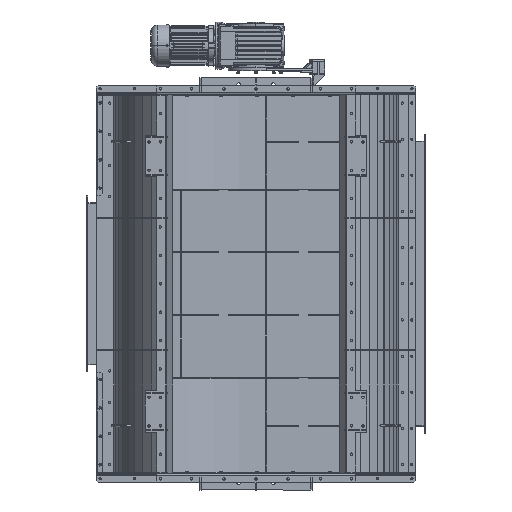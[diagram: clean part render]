
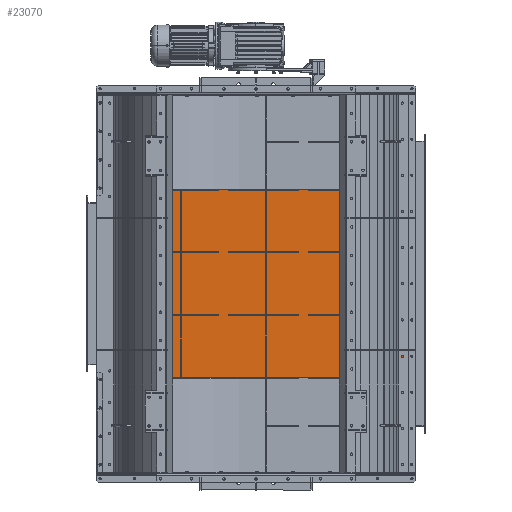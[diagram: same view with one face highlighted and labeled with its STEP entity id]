
A CAD part, front view. The second image highlights one B-rep face of the part: STEP entity #23070.
In plain terms, the highlighted planar face has unit normal (0, -1, 0).
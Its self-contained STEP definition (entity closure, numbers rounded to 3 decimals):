
#382 = ORIENTED_EDGE ( 'NONE', *, *, #5786, .T. ) ;
#410 = DIRECTION ( 'NONE',  ( 0., 1., 0. ) ) ;
#736 = VECTOR ( 'NONE', #1690, 1000. ) ;
#1690 = DIRECTION ( 'NONE',  ( 0., 0., 1. ) ) ;
#2746 = CARTESIAN_POINT ( 'NONE',  ( -382., 938., -1672.607 ) ) ;
#4331 = EDGE_LOOP ( 'NONE', ( #111085, #81146 ) ) ;
#4968 = CARTESIAN_POINT ( 'NONE',  ( -191., 938., -1666.607 ) ) ;
#5410 = VERTEX_POINT ( 'NONE', #46747 ) ;
#5786 = EDGE_CURVE ( 'NONE', #64359, #96993, #39197, .T. ) ;
#6122 = EDGE_CURVE ( 'NONE', #81714, #56015, #46757, .T. ) ;
#6988 = AXIS2_PLACEMENT_3D ( 'NONE', #90478, #63117, #37461 ) ;
#8086 = EDGE_LOOP ( 'NONE', ( #55381, #103121 ) ) ;
#8432 = FACE_OUTER_BOUND ( 'NONE', #30667, .T. ) ;
#9311 = DIRECTION ( 'NONE',  ( 0., 0., 1. ) ) ;
#10208 = CARTESIAN_POINT ( 'NONE',  ( 497., 938., -4.4 ) ) ;
#10562 = DIRECTION ( 'NONE',  ( 0., 1., 0. ) ) ;
#11696 = VERTEX_POINT ( 'NONE', #35468 ) ;
#11872 = CARTESIAN_POINT ( 'NONE',  ( 0., 938., -1660.607 ) ) ;
#11944 = VECTOR ( 'NONE', #81403, 1000. ) ;
#12943 = DIRECTION ( 'NONE',  ( 0., 0., 1. ) ) ;
#13396 = CARTESIAN_POINT ( 'NONE',  ( -497., 938., -4.4 ) ) ;
#16940 = EDGE_CURVE ( 'NONE', #56015, #81714, #104812, .T. ) ;
#17724 = LINE ( 'NONE', #52627, #736 ) ;
#17730 = EDGE_LOOP ( 'NONE', ( #54945, #37405 ) ) ;
#18881 = CARTESIAN_POINT ( 'NONE',  ( -497., 938., -4.4 ) ) ;
#18951 = DIRECTION ( 'NONE',  ( 0., 0., -1. ) ) ;
#19025 = CARTESIAN_POINT ( 'NONE',  ( 191., 938., -1666.607 ) ) ;
#19276 = EDGE_LOOP ( 'NONE', ( #75299, #98109 ) ) ;
#21237 = ORIENTED_EDGE ( 'NONE', *, *, #96390, .T. ) ;
#22487 = ORIENTED_EDGE ( 'NONE', *, *, #66972, .T. ) ;
#23070 = ADVANCED_FACE ( 'NONE', ( #51901, #43353, #70134, #105498, #76989, #8432 ), #96384, .F. ) ;
#24943 = DIRECTION ( 'NONE',  ( 0., 1., 0. ) ) ;
#25375 = DIRECTION ( 'NONE',  ( 0., 1., 0. ) ) ;
#26402 = AXIS2_PLACEMENT_3D ( 'NONE', #46183, #82076, #12943 ) ;
#27969 = VECTOR ( 'NONE', #71449, 1000. ) ;
#28925 = VERTEX_POINT ( 'NONE', #11872 ) ;
#29408 = VERTEX_POINT ( 'NONE', #10208 ) ;
#30667 = EDGE_LOOP ( 'NONE', ( #382, #22487, #88095, #21237 ) ) ;
#31774 = CIRCLE ( 'NONE', #51819, 6. ) ;
#32507 = CARTESIAN_POINT ( 'NONE',  ( 497., 938., -1682.207 ) ) ;
#32790 = VERTEX_POINT ( 'NONE', #70138 ) ;
#35468 = CARTESIAN_POINT ( 'NONE',  ( -382., 938., -1660.607 ) ) ;
#36117 = CARTESIAN_POINT ( 'NONE',  ( 0., 938., -1666.607 ) ) ;
#37405 = ORIENTED_EDGE ( 'NONE', *, *, #67539, .T. ) ;
#37461 = DIRECTION ( 'NONE',  ( 0., 0., 1. ) ) ;
#37501 = AXIS2_PLACEMENT_3D ( 'NONE', #103154, #24943, #52932 ) ;
#37521 = DIRECTION ( 'NONE',  ( 0., 0., 1. ) ) ;
#37761 = EDGE_CURVE ( 'NONE', #5410, #28925, #67700, .T. ) ;
#38632 = CARTESIAN_POINT ( 'NONE',  ( -497., 938., -1682.207 ) ) ;
#39197 = LINE ( 'NONE', #38632, #11944 ) ;
#39909 = DIRECTION ( 'NONE',  ( 0., 0., 1. ) ) ;
#43353 = FACE_BOUND ( 'NONE', #19276, .T. ) ;
#43877 = CARTESIAN_POINT ( 'NONE',  ( 382., 938., -1660.607 ) ) ;
#45460 = ORIENTED_EDGE ( 'NONE', *, *, #6122, .T. ) ;
#46183 = CARTESIAN_POINT ( 'NONE',  ( -382., 938., -1666.607 ) ) ;
#46234 = AXIS2_PLACEMENT_3D ( 'NONE', #71712, #10562, #37521 ) ;
#46747 = CARTESIAN_POINT ( 'NONE',  ( 0., 938., -1672.607 ) ) ;
#46757 = CIRCLE ( 'NONE', #54007, 6. ) ;
#49244 = EDGE_CURVE ( 'NONE', #89884, #29408, #54346, .T. ) ;
#49783 = EDGE_CURVE ( 'NONE', #75872, #32790, #97374, .T. ) ;
#51819 = AXIS2_PLACEMENT_3D ( 'NONE', #106766, #107349, #81077 ) ;
#51901 = FACE_BOUND ( 'NONE', #17730, .T. ) ;
#52471 = CARTESIAN_POINT ( 'NONE',  ( 0., 938., 0. ) ) ;
#52627 = CARTESIAN_POINT ( 'NONE',  ( 497., 938., 0. ) ) ;
#52932 = DIRECTION ( 'NONE',  ( 0., 0., 1. ) ) ;
#53782 = DIRECTION ( 'NONE',  ( 0., 1., 0. ) ) ;
#54007 = AXIS2_PLACEMENT_3D ( 'NONE', #19025, #25375, #9311 ) ;
#54346 = LINE ( 'NONE', #18881, #27969 ) ;
#54945 = ORIENTED_EDGE ( 'NONE', *, *, #73229, .T. ) ;
#55381 = ORIENTED_EDGE ( 'NONE', *, *, #85537, .T. ) ;
#56015 = VERTEX_POINT ( 'NONE', #64284 ) ;
#57344 = AXIS2_PLACEMENT_3D ( 'NONE', #36117, #53782, #70884 ) ;
#59905 = EDGE_CURVE ( 'NONE', #32790, #75872, #93531, .T. ) ;
#60587 = DIRECTION ( 'NONE',  ( 0., 1., 0. ) ) ;
#63117 = DIRECTION ( 'NONE',  ( 0., 1., 0. ) ) ;
#63884 = CARTESIAN_POINT ( 'NONE',  ( 382., 938., -1672.607 ) ) ;
#64069 = AXIS2_PLACEMENT_3D ( 'NONE', #95854, #95288, #104415 ) ;
#64284 = CARTESIAN_POINT ( 'NONE',  ( 191., 938., -1660.607 ) ) ;
#64359 = VERTEX_POINT ( 'NONE', #99579 ) ;
#66972 = EDGE_CURVE ( 'NONE', #96993, #29408, #17724, .T. ) ;
#67539 = EDGE_CURVE ( 'NONE', #98830, #11696, #101123, .T. ) ;
#67700 = CIRCLE ( 'NONE', #64069, 6. ) ;
#69268 = CARTESIAN_POINT ( 'NONE',  ( -497., 938., 0. ) ) ;
#69732 = VECTOR ( 'NONE', #18951, 1000. ) ;
#70134 = FACE_BOUND ( 'NONE', #8086, .T. ) ;
#70138 = CARTESIAN_POINT ( 'NONE',  ( -191., 938., -1660.607 ) ) ;
#70884 = DIRECTION ( 'NONE',  ( 0., 0., 1. ) ) ;
#71449 = DIRECTION ( 'NONE',  ( 1., 0., 0. ) ) ;
#71712 = CARTESIAN_POINT ( 'NONE',  ( -191., 938., -1666.607 ) ) ;
#73229 = EDGE_CURVE ( 'NONE', #11696, #98830, #96380, .T. ) ;
#75299 = ORIENTED_EDGE ( 'NONE', *, *, #59905, .T. ) ;
#75872 = VERTEX_POINT ( 'NONE', #99319 ) ;
#76989 = FACE_BOUND ( 'NONE', #4331, .T. ) ;
#78141 = DIRECTION ( 'NONE',  ( 0., 0., 1. ) ) ;
#80067 = LINE ( 'NONE', #69268, #69732 ) ;
#81011 = CIRCLE ( 'NONE', #57344, 6. ) ;
#81077 = DIRECTION ( 'NONE',  ( 0., 0., 1. ) ) ;
#81146 = ORIENTED_EDGE ( 'NONE', *, *, #98368, .T. ) ;
#81328 = AXIS2_PLACEMENT_3D ( 'NONE', #52471, #410, #78141 ) ;
#81403 = DIRECTION ( 'NONE',  ( 1., 0., 0. ) ) ;
#81714 = VERTEX_POINT ( 'NONE', #84396 ) ;
#82076 = DIRECTION ( 'NONE',  ( 0., 1., 0. ) ) ;
#82431 = AXIS2_PLACEMENT_3D ( 'NONE', #111932, #60587, #112506 ) ;
#84396 = CARTESIAN_POINT ( 'NONE',  ( 191., 938., -1672.607 ) ) ;
#84809 = VERTEX_POINT ( 'NONE', #63884 ) ;
#85537 = EDGE_CURVE ( 'NONE', #28925, #5410, #81011, .T. ) ;
#88092 = ORIENTED_EDGE ( 'NONE', *, *, #16940, .T. ) ;
#88095 = ORIENTED_EDGE ( 'NONE', *, *, #49244, .F. ) ;
#88249 = AXIS2_PLACEMENT_3D ( 'NONE', #4968, #100383, #39909 ) ;
#89884 = VERTEX_POINT ( 'NONE', #13396 ) ;
#90478 = CARTESIAN_POINT ( 'NONE',  ( -382., 938., -1666.607 ) ) ;
#93531 = CIRCLE ( 'NONE', #46234, 6. ) ;
#95288 = DIRECTION ( 'NONE',  ( 0., 1., 0. ) ) ;
#95854 = CARTESIAN_POINT ( 'NONE',  ( 0., 938., -1666.607 ) ) ;
#96380 = CIRCLE ( 'NONE', #6988, 6. ) ;
#96384 = PLANE ( 'NONE',  #81328 ) ;
#96390 = EDGE_CURVE ( 'NONE', #89884, #64359, #80067, .T. ) ;
#96800 = EDGE_CURVE ( 'NONE', #104043, #84809, #111599, .T. ) ;
#96993 = VERTEX_POINT ( 'NONE', #32507 ) ;
#97374 = CIRCLE ( 'NONE', #88249, 6. ) ;
#98109 = ORIENTED_EDGE ( 'NONE', *, *, #49783, .T. ) ;
#98368 = EDGE_CURVE ( 'NONE', #84809, #104043, #31774, .T. ) ;
#98830 = VERTEX_POINT ( 'NONE', #2746 ) ;
#99319 = CARTESIAN_POINT ( 'NONE',  ( -191., 938., -1672.607 ) ) ;
#99579 = CARTESIAN_POINT ( 'NONE',  ( -497., 938., -1682.207 ) ) ;
#100383 = DIRECTION ( 'NONE',  ( 0., 1., 0. ) ) ;
#101123 = CIRCLE ( 'NONE', #26402, 6. ) ;
#103121 = ORIENTED_EDGE ( 'NONE', *, *, #37761, .T. ) ;
#103154 = CARTESIAN_POINT ( 'NONE',  ( 191., 938., -1666.607 ) ) ;
#104043 = VERTEX_POINT ( 'NONE', #43877 ) ;
#104415 = DIRECTION ( 'NONE',  ( 0., 0., 1. ) ) ;
#104812 = CIRCLE ( 'NONE', #37501, 6. ) ;
#105498 = FACE_BOUND ( 'NONE', #111414, .T. ) ;
#106766 = CARTESIAN_POINT ( 'NONE',  ( 382., 938., -1666.607 ) ) ;
#107349 = DIRECTION ( 'NONE',  ( 0., 1., 0. ) ) ;
#111085 = ORIENTED_EDGE ( 'NONE', *, *, #96800, .T. ) ;
#111414 = EDGE_LOOP ( 'NONE', ( #88092, #45460 ) ) ;
#111599 = CIRCLE ( 'NONE', #82431, 6. ) ;
#111932 = CARTESIAN_POINT ( 'NONE',  ( 382., 938., -1666.607 ) ) ;
#112506 = DIRECTION ( 'NONE',  ( 0., 0., 1. ) ) ;
